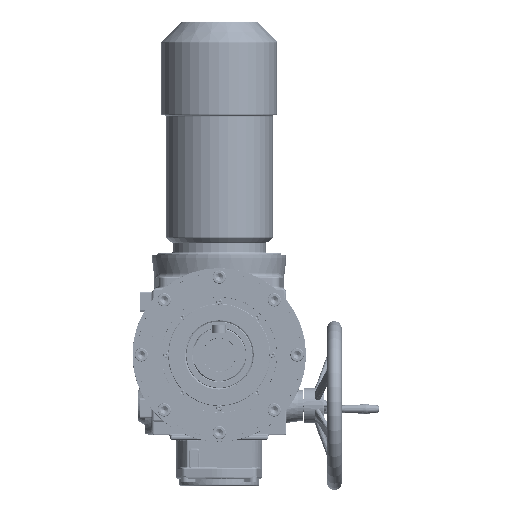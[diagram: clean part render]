
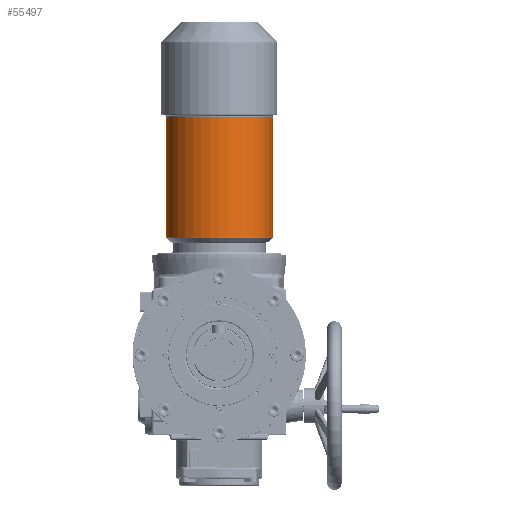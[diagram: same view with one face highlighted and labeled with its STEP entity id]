
A CAD part, front view. The second image highlights one B-rep face of the part: STEP entity #55497.
In plain terms, the highlighted cylindrical face has radius 120 mm (diameter 240 mm), a partial arc.
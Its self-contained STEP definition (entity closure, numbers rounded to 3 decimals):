
#1034 = AXIS2_PLACEMENT_3D ( 'NONE', #70383, #52736, #35082 ) ;
#2862 = VERTEX_POINT ( 'NONE', #14213 ) ;
#6950 = ORIENTED_EDGE ( 'NONE', *, *, #110792, .T. ) ;
#14213 = CARTESIAN_POINT ( 'NONE',  ( 213., 0., -120. ) ) ;
#29490 = DIRECTION ( 'NONE',  ( 0., 0., 1. ) ) ;
#30083 = VECTOR ( 'NONE', #58273, 1000. ) ;
#35082 = DIRECTION ( 'NONE',  ( 0., 0., 1. ) ) ;
#36525 = ORIENTED_EDGE ( 'NONE', *, *, #70726, .T. ) ;
#37922 = CIRCLE ( 'NONE', #156338, 120. ) ;
#46384 = VERTEX_POINT ( 'NONE', #113723 ) ;
#47096 = DIRECTION ( 'NONE',  ( 1., 0., 0. ) ) ;
#52736 = DIRECTION ( 'NONE',  ( -1., 0., 0. ) ) ;
#55497 = ADVANCED_FACE ( 'NONE', ( #168493 ), #155240, .T. ) ;
#55887 = AXIS2_PLACEMENT_3D ( 'NONE', #135222, #47096, #29490 ) ;
#58273 = DIRECTION ( 'NONE',  ( -1., 0., 0. ) ) ;
#70383 = CARTESIAN_POINT ( 'NONE',  ( 0., 0., 0. ) ) ;
#70726 = EDGE_CURVE ( 'NONE', #169038, #2862, #98173, .T. ) ;
#72875 = DIRECTION ( 'NONE',  ( 0., 0., -1. ) ) ;
#75915 = CARTESIAN_POINT ( 'NONE',  ( 0., 0., 120. ) ) ;
#79230 = DIRECTION ( 'NONE',  ( -1., 0., 0. ) ) ;
#79608 = ORIENTED_EDGE ( 'NONE', *, *, #93023, .T. ) ;
#80645 = EDGE_LOOP ( 'NONE', ( #145147, #6950, #79608, #36525 ) ) ;
#90566 = DIRECTION ( 'NONE',  ( -1., 0., 0. ) ) ;
#93023 = EDGE_CURVE ( 'NONE', #102530, #169038, #111200, .T. ) ;
#96919 = CARTESIAN_POINT ( 'NONE',  ( 0., 0., -120. ) ) ;
#98173 = CIRCLE ( 'NONE', #55887, 120. ) ;
#102530 = VERTEX_POINT ( 'NONE', #121901 ) ;
#108177 = CARTESIAN_POINT ( 'NONE',  ( 483.757, 0., 0. ) ) ;
#110792 = EDGE_CURVE ( 'NONE', #46384, #102530, #37922, .T. ) ;
#111200 = LINE ( 'NONE', #75915, #30083 ) ;
#113723 = CARTESIAN_POINT ( 'NONE',  ( 483.757, 0., -120. ) ) ;
#114444 = LINE ( 'NONE', #96919, #166479 ) ;
#121901 = CARTESIAN_POINT ( 'NONE',  ( 483.757, 0., 120. ) ) ;
#128026 = CARTESIAN_POINT ( 'NONE',  ( 213., 0., 120. ) ) ;
#135222 = CARTESIAN_POINT ( 'NONE',  ( 213., 0., 0. ) ) ;
#145147 = ORIENTED_EDGE ( 'NONE', *, *, #163464, .F. ) ;
#155240 = CYLINDRICAL_SURFACE ( 'NONE', #1034, 120. ) ;
#156338 = AXIS2_PLACEMENT_3D ( 'NONE', #108177, #90566, #72875 ) ;
#163464 = EDGE_CURVE ( 'NONE', #46384, #2862, #114444, .T. ) ;
#166479 = VECTOR ( 'NONE', #79230, 1000. ) ;
#168493 = FACE_OUTER_BOUND ( 'NONE', #80645, .T. ) ;
#169038 = VERTEX_POINT ( 'NONE', #128026 ) ;
